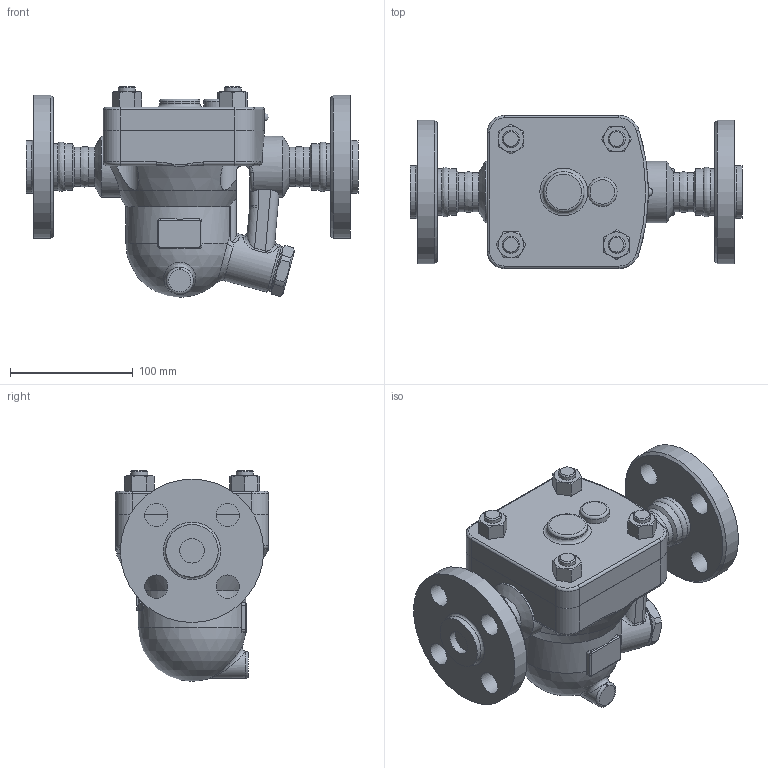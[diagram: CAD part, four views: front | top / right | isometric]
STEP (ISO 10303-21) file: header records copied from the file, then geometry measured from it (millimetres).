
FILE_DESCRIPTION((''),'2;1');
FILE_NAME('j5shb-020-a0600-00.stp','2010-09-24T11:52:47',('nakaot'),(''),'Autodesk Inventor 2008','Autodesk Inventor 2008','');
FILE_SCHEMA(('AUTOMOTIVE_DESIGN { 1 0 10303 214 1 1 1 1 }'));
Length unit declared in the file: millimetre
Products named in the file (1): j5shb-020-a0600-00
Bounding box: 271 x 125 x 171.9 mm (x, y, z)
Volume: 1980873.9 mm3; surface area: 189172.4 mm2
Topology: 1 solids, 1 shells, 325 faces, 789 edges, 495 vertices
Faces by surface type: plane 104, cylinder 82, bspline 73, cone 45, torus 19, sphere 2
Full cylindrical faces by diameter (mm): 14 x8, 19 x4, 20 x1, 24 x1, 32 x3, 33 x1, 38 x3, 40 x1, 42.9 x1, 50 x2, 80 x1, 117 x1
Entity records: 18975 total; most frequent: CARTESIAN_POINT 12178, ORIENTED_EDGE 1396, DIRECTION 1306, EDGE_CURVE 698, AXIS2_PLACEMENT_3D 555, VERTEX_POINT 474, EDGE_LOOP 450, FACE_OUTER_BOUND 325
